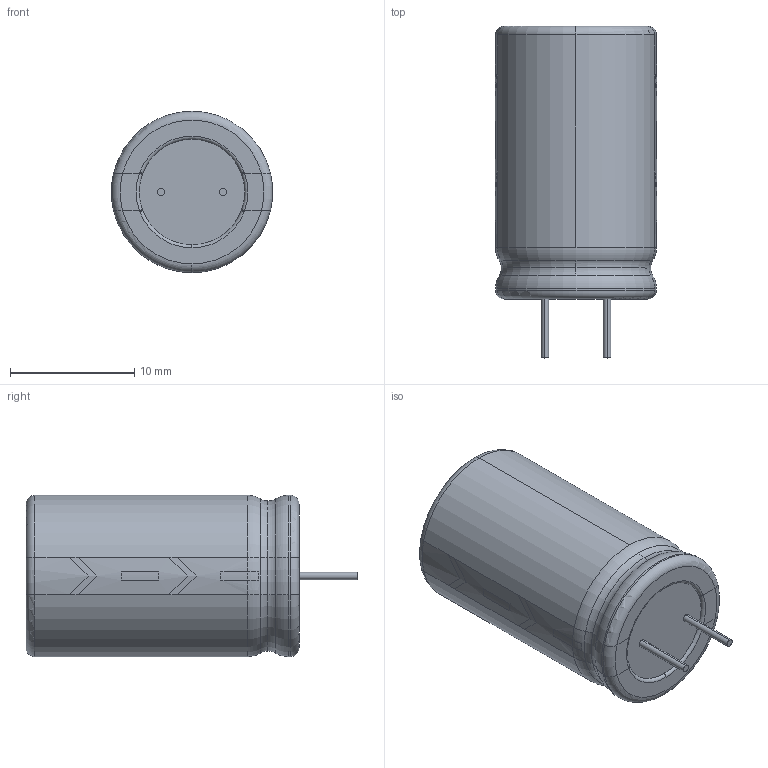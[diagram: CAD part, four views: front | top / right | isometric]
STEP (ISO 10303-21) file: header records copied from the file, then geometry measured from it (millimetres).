
FILE_DESCRIPTION (( 'STEP AP214' ), '1' );
FILE_NAME ('El_5_13_22_Black.STEP', '2023-07-15T16:15:28', ( 'Yurii' ), ( '' ), 'SwSTEP 2.0', 'SolidWorks 2019', '' );
FILE_SCHEMA (( 'AUTOMOTIVE_DESIGN' ));
Length unit declared in the file: millimetre
Products named in the file (1): El_5_13_22_Black
Bounding box: 13 x 26.75 x 13 mm (x, y, z)
Volume: 2857 mm3; surface area: 1170.6 mm2
Topology: 1 solids, 1 shells, 105 faces, 262 edges, 163 vertices
Faces by surface type: torus 50, cylinder 39, plane 16
Entity records: 4548 total; most frequent: CARTESIAN_POINT 863, DIRECTION 561, ORIENTED_EDGE 524, EDGE_CURVE 262, AXIS2_PLACEMENT_3D 249, VERTEX_POINT 163, CIRCLE 143, EDGE_LOOP 109
